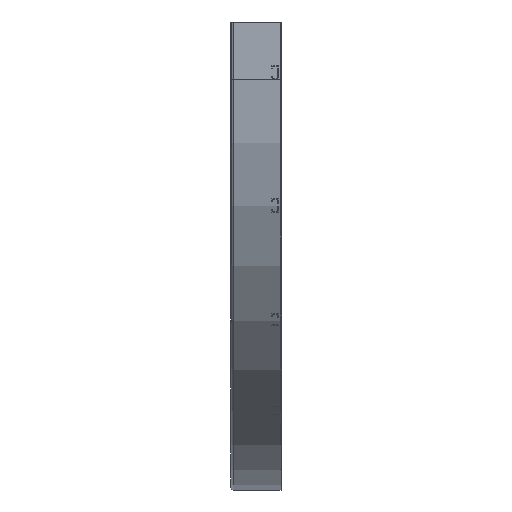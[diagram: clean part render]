
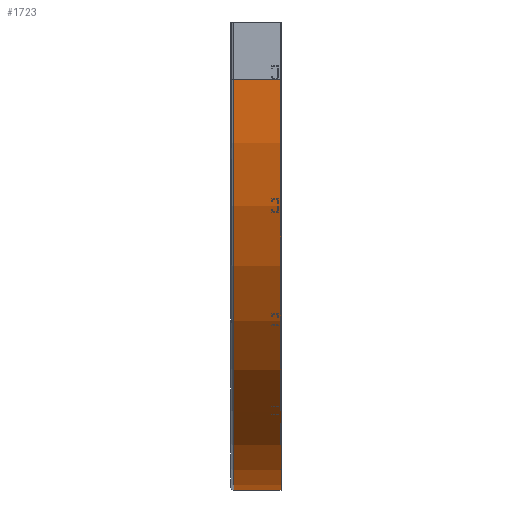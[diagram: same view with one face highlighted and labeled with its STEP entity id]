
A CAD part, left-side view. The second image highlights one B-rep face of the part: STEP entity #1723.
In plain terms, the highlighted cylindrical face has radius 900 mm (diameter 1800 mm), a partial arc.
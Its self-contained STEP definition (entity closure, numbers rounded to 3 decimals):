
#54 = EDGE_CURVE ( 'NONE', #688, #1342, #2052, .T. ) ;
#285 = FACE_OUTER_BOUND ( 'NONE', #1095, .T. ) ;
#289 = CARTESIAN_POINT ( 'NONE',  ( 0., 0., -125. ) ) ;
#329 = DIRECTION ( 'NONE',  ( 0., 1., 0. ) ) ;
#350 = CARTESIAN_POINT ( 'NONE',  ( -900., 0., -1025. ) ) ;
#405 = DIRECTION ( 'NONE',  ( 0., 0., 1. ) ) ;
#430 = CARTESIAN_POINT ( 'NONE',  ( -900., 0., -125. ) ) ;
#436 = CARTESIAN_POINT ( 'NONE',  ( -900., 104., -1025. ) ) ;
#605 = DIRECTION ( 'NONE',  ( 1., 0., 0. ) ) ;
#606 = CARTESIAN_POINT ( 'NONE',  ( 0., 104., -125. ) ) ;
#683 = DIRECTION ( 'NONE',  ( 0., 1., 0. ) ) ;
#688 = VERTEX_POINT ( 'NONE', #2185 ) ;
#1076 = DIRECTION ( 'NONE',  ( 0., 1., 0. ) ) ;
#1095 = EDGE_LOOP ( 'NONE', ( #2981, #2898, #1472, #3107 ) ) ;
#1136 = VERTEX_POINT ( 'NONE', #436 ) ;
#1294 = VECTOR ( 'NONE', #329, 1000. ) ;
#1303 = CARTESIAN_POINT ( 'NONE',  ( -900., 104., -125. ) ) ;
#1342 = VERTEX_POINT ( 'NONE', #606 ) ;
#1384 = EDGE_CURVE ( 'NONE', #2056, #1136, #3112, .T. ) ;
#1392 = EDGE_CURVE ( 'NONE', #688, #2056, #2812, .T. ) ;
#1472 = ORIENTED_EDGE ( 'NONE', *, *, #1392, .T. ) ;
#1518 = CARTESIAN_POINT ( 'NONE',  ( -900., 0., -1025. ) ) ;
#1599 = DIRECTION ( 'NONE',  ( 0., 1., 0. ) ) ;
#1723 = ADVANCED_FACE ( 'NONE', ( #285 ), #2796, .T. ) ;
#2051 = CARTESIAN_POINT ( 'NONE',  ( -900., 0., -125. ) ) ;
#2052 = LINE ( 'NONE', #289, #1294 ) ;
#2056 = VERTEX_POINT ( 'NONE', #350 ) ;
#2062 = DIRECTION ( 'NONE',  ( 0., 1., 0. ) ) ;
#2079 = DIRECTION ( 'NONE',  ( 0., 0., 1. ) ) ;
#2185 = CARTESIAN_POINT ( 'NONE',  ( 0., 0., -125. ) ) ;
#2211 = AXIS2_PLACEMENT_3D ( 'NONE', #1303, #1076, #605 ) ;
#2463 = AXIS2_PLACEMENT_3D ( 'NONE', #2051, #2062, #2079 ) ;
#2768 = EDGE_CURVE ( 'NONE', #1342, #1136, #2842, .T. ) ;
#2796 = CYLINDRICAL_SURFACE ( 'NONE', #2820, 900. ) ;
#2812 = CIRCLE ( 'NONE', #2463, 900. ) ;
#2820 = AXIS2_PLACEMENT_3D ( 'NONE', #430, #683, #405 ) ;
#2842 = CIRCLE ( 'NONE', #2211, 900. ) ;
#2898 = ORIENTED_EDGE ( 'NONE', *, *, #54, .F. ) ;
#2981 = ORIENTED_EDGE ( 'NONE', *, *, #2768, .F. ) ;
#2997 = VECTOR ( 'NONE', #1599, 1000. ) ;
#3107 = ORIENTED_EDGE ( 'NONE', *, *, #1384, .T. ) ;
#3112 = LINE ( 'NONE', #1518, #2997 ) ;
